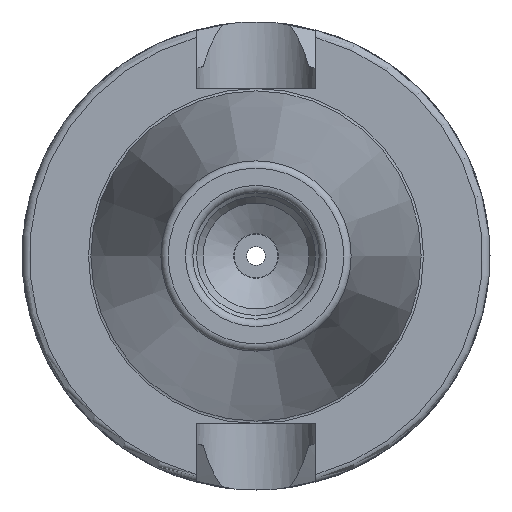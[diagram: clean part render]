
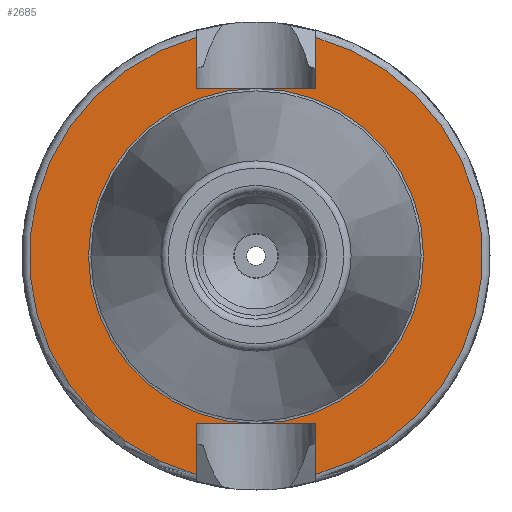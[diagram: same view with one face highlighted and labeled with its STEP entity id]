
A CAD part, left-side view. The second image highlights one B-rep face of the part: STEP entity #2685.
In plain terms, the highlighted planar face has unit normal (-1, 0, 0).
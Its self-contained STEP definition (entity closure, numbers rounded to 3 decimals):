
#846=CARTESIAN_POINT('',(2.,8.05,-22.6));
#847=VERTEX_POINT('',#846);
#854=CARTESIAN_POINT('',(2.,8.05,-29.418));
#855=VERTEX_POINT('',#854);
#856=CARTESIAN_POINT('',(2.,8.05,-29.418));
#857=DIRECTION('',(0.0,0.0,1.0));
#858=VECTOR('',#857,6.818);
#859=LINE('',#856,#858);
#860=EDGE_CURVE('',#855,#847,#859,.T.);
#937=CARTESIAN_POINT('',(2.,-8.05,-29.418));
#938=VERTEX_POINT('',#937);
#952=CARTESIAN_POINT('',(2.,-8.05,-22.6));
#953=VERTEX_POINT('',#952);
#954=CARTESIAN_POINT('',(2.,-8.05,-22.6));
#955=DIRECTION('',(0.0,0.0,-1.0));
#956=VECTOR('',#955,6.818);
#957=LINE('',#954,#956);
#958=EDGE_CURVE('',#953,#938,#957,.T.);
#975=CARTESIAN_POINT('',(2.,8.05,-22.6));
#976=DIRECTION('',(0.0,-1.0,0.0));
#977=VECTOR('',#976,16.1);
#978=LINE('',#975,#977);
#979=EDGE_CURVE('',#847,#953,#978,.T.);
#1194=CARTESIAN_POINT('',(2.,8.05,29.418));
#1195=VERTEX_POINT('',#1194);
#1196=CARTESIAN_POINT('',(2.,0.,0.0));
#1197=DIRECTION('',(1.0,0.0,0.0));
#1198=DIRECTION('',(0.0,1.0,0.0));
#1199=AXIS2_PLACEMENT_3D('',#1196,#1197,#1198);
#1200=CIRCLE('',#1199,30.5);
#1201=EDGE_CURVE('',#855,#1195,#1200,.T.);
#1280=CARTESIAN_POINT('',(2.,-8.05,22.6));
#1281=VERTEX_POINT('',#1280);
#1288=CARTESIAN_POINT('',(2.,-8.05,29.418));
#1289=VERTEX_POINT('',#1288);
#1290=CARTESIAN_POINT('',(2.,-8.05,29.418));
#1291=DIRECTION('',(0.0,0.0,-1.0));
#1292=VECTOR('',#1291,6.818);
#1293=LINE('',#1290,#1292);
#1294=EDGE_CURVE('',#1289,#1281,#1293,.T.);
#1344=CARTESIAN_POINT('',(2.,8.05,22.6));
#1345=VERTEX_POINT('',#1344);
#1346=CARTESIAN_POINT('',(2.,8.05,22.6));
#1347=DIRECTION('',(0.0,0.0,1.0));
#1348=VECTOR('',#1347,6.818);
#1349=LINE('',#1346,#1348);
#1350=EDGE_CURVE('',#1345,#1195,#1349,.T.);
#1367=CARTESIAN_POINT('',(2.,-8.05,22.6));
#1368=DIRECTION('',(0.0,1.0,0.0));
#1369=VECTOR('',#1368,16.1);
#1370=LINE('',#1367,#1369);
#1371=EDGE_CURVE('',#1281,#1345,#1370,.T.);
#2646=CARTESIAN_POINT('',(2.,22.55,0.0));
#2647=VERTEX_POINT('',#2646);
#2648=CARTESIAN_POINT('',(2.,0.,0.0));
#2649=DIRECTION('',(1.0,0.0,0.0));
#2650=DIRECTION('',(0.0,1.0,0.0));
#2651=AXIS2_PLACEMENT_3D('',#2648,#2649,#2650);
#2652=CIRCLE('',#2651,22.55);
#2653=EDGE_CURVE('',#2647,#2647,#2652,.T.);
#2661=CARTESIAN_POINT('',(2.,26.525,0.0));
#2662=DIRECTION('',(-1.0,0.0,0.0));
#2663=DIRECTION('',(0.0,0.0,1.0));
#2664=AXIS2_PLACEMENT_3D('',#2661,#2662,#2663);
#2665=PLANE('',#2664);
#2666=ORIENTED_EDGE('',*,*,#958,.T.);
#2667=CARTESIAN_POINT('',(2.,0.,0.0));
#2668=DIRECTION('',(1.0,0.0,0.0));
#2669=DIRECTION('',(0.0,1.0,0.0));
#2670=AXIS2_PLACEMENT_3D('',#2667,#2668,#2669);
#2671=CIRCLE('',#2670,30.5);
#2672=EDGE_CURVE('',#1289,#938,#2671,.T.);
#2673=ORIENTED_EDGE('',*,*,#2672,.F.);
#2674=ORIENTED_EDGE('',*,*,#1294,.T.);
#2675=ORIENTED_EDGE('',*,*,#1371,.T.);
#2676=ORIENTED_EDGE('',*,*,#1350,.T.);
#2677=ORIENTED_EDGE('',*,*,#1201,.F.);
#2678=ORIENTED_EDGE('',*,*,#860,.T.);
#2679=ORIENTED_EDGE('',*,*,#979,.T.);
#2680=EDGE_LOOP('',(#2666,#2673,#2674,#2675,#2676,#2677,#2678,#2679));
#2681=FACE_OUTER_BOUND('',#2680,.T.);
#2682=ORIENTED_EDGE('',*,*,#2653,.T.);
#2683=EDGE_LOOP('',(#2682));
#2684=FACE_BOUND('',#2683,.T.);
#2685=ADVANCED_FACE('',(#2681,#2684),#2665,.T.);
